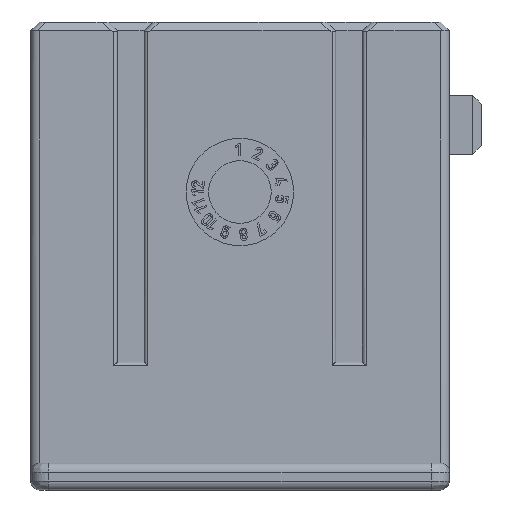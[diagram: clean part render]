
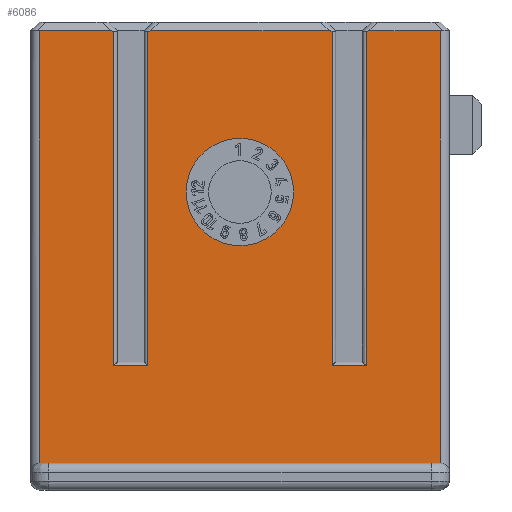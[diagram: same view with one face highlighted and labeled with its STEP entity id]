
A CAD part, front view. The second image highlights one B-rep face of the part: STEP entity #6086.
In plain terms, the highlighted planar face has unit normal (0, -1, 0).
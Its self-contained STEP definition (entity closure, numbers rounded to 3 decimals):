
#4706=ELLIPSE('',#29263,0.866,0.5);
#4707=ELLIPSE('',#29264,0.866,0.5);
#4708=ELLIPSE('',#29265,0.866,0.5);
#4709=ELLIPSE('',#29266,0.866,0.5);
#6086=ADVANCED_FACE('',(#9074,#9075),#7365,.F.);
#7365=PLANE('',#29267);
#8327=CIRCLE('',#29262,3.);
#9074=FACE_BOUND('',#9250,.T.);
#9075=FACE_BOUND('',#9251,.T.);
#9250=EDGE_LOOP('',(#11344));
#9251=EDGE_LOOP('',(#11345,#11346,#11347,#11348,#11349,#11350,#11351,#11352,
#11353,#11354,#11355,#11356,#11357,#11358,#11359,#11360));
#11344=ORIENTED_EDGE('',*,*,#20678,.T.);
#11345=ORIENTED_EDGE('',*,*,#20679,.T.);
#11346=ORIENTED_EDGE('',*,*,#20680,.T.);
#11347=ORIENTED_EDGE('',*,*,#20681,.T.);
#11348=ORIENTED_EDGE('',*,*,#20682,.T.);
#11349=ORIENTED_EDGE('',*,*,#20683,.T.);
#11350=ORIENTED_EDGE('',*,*,#20684,.T.);
#11351=ORIENTED_EDGE('',*,*,#20685,.T.);
#11352=ORIENTED_EDGE('',*,*,#20686,.T.);
#11353=ORIENTED_EDGE('',*,*,#20687,.T.);
#11354=ORIENTED_EDGE('',*,*,#20688,.T.);
#11355=ORIENTED_EDGE('',*,*,#20689,.T.);
#11356=ORIENTED_EDGE('',*,*,#20690,.T.);
#11357=ORIENTED_EDGE('',*,*,#20691,.T.);
#11358=ORIENTED_EDGE('',*,*,#20692,.T.);
#11359=ORIENTED_EDGE('',*,*,#20693,.T.);
#11360=ORIENTED_EDGE('',*,*,#20694,.T.);
#18337=VERTEX_POINT('',#38539);
#18338=VERTEX_POINT('',#38541);
#18339=VERTEX_POINT('',#38542);
#18340=VERTEX_POINT('',#38544);
#18341=VERTEX_POINT('',#38546);
#18342=VERTEX_POINT('',#38548);
#18343=VERTEX_POINT('',#38550);
#18344=VERTEX_POINT('',#38552);
#18345=VERTEX_POINT('',#38554);
#18346=VERTEX_POINT('',#38556);
#18347=VERTEX_POINT('',#38558);
#18348=VERTEX_POINT('',#38560);
#18349=VERTEX_POINT('',#38562);
#18350=VERTEX_POINT('',#38564);
#18351=VERTEX_POINT('',#38566);
#18352=VERTEX_POINT('',#38568);
#18353=VERTEX_POINT('',#38570);
#20678=EDGE_CURVE('',#18337,#18337,#8327,.T.);
#20679=EDGE_CURVE('',#18338,#18339,#24005,.T.);
#20680=EDGE_CURVE('',#18339,#18340,#24006,.T.);
#20681=EDGE_CURVE('',#18340,#18341,#24007,.T.);
#20682=EDGE_CURVE('',#18341,#18342,#4706,.T.);
#20683=EDGE_CURVE('',#18342,#18343,#24008,.T.);
#20684=EDGE_CURVE('',#18343,#18344,#24009,.T.);
#20685=EDGE_CURVE('',#18344,#18345,#24010,.T.);
#20686=EDGE_CURVE('',#18345,#18346,#4707,.T.);
#20687=EDGE_CURVE('',#18346,#18347,#24011,.T.);
#20688=EDGE_CURVE('',#18347,#18348,#4708,.T.);
#20689=EDGE_CURVE('',#18348,#18349,#24012,.T.);
#20690=EDGE_CURVE('',#18349,#18350,#24013,.T.);
#20691=EDGE_CURVE('',#18350,#18351,#24014,.T.);
#20692=EDGE_CURVE('',#18351,#18352,#4709,.T.);
#20693=EDGE_CURVE('',#18352,#18353,#24015,.T.);
#20694=EDGE_CURVE('',#18353,#18338,#24016,.T.);
#24005=LINE('',#38540,#26767);
#24006=LINE('',#38543,#26768);
#24007=LINE('',#38545,#26769);
#24008=LINE('',#38549,#26770);
#24009=LINE('',#38551,#26771);
#24010=LINE('',#38553,#26772);
#24011=LINE('',#38557,#26773);
#24012=LINE('',#38561,#26774);
#24013=LINE('',#38563,#26775);
#24014=LINE('',#38565,#26776);
#24015=LINE('',#38569,#26777);
#24016=LINE('',#38571,#26778);
#26767=VECTOR('',#31533,1.);
#26768=VECTOR('',#31534,1.);
#26769=VECTOR('',#31535,1.);
#26770=VECTOR('',#31538,1.);
#26771=VECTOR('',#31539,1.);
#26772=VECTOR('',#31540,1.);
#26773=VECTOR('',#31543,1.);
#26774=VECTOR('',#31546,1.);
#26775=VECTOR('',#31547,1.);
#26776=VECTOR('',#31548,1.);
#26777=VECTOR('',#31551,1.);
#26778=VECTOR('',#31552,1.);
#29262=AXIS2_PLACEMENT_3D('',#38538,#31531,#31532);
#29263=AXIS2_PLACEMENT_3D('',#38547,#31536,#31537);
#29264=AXIS2_PLACEMENT_3D('',#38555,#31541,#31542);
#29265=AXIS2_PLACEMENT_3D('',#38559,#31544,#31545);
#29266=AXIS2_PLACEMENT_3D('',#38567,#31549,#31550);
#29267=AXIS2_PLACEMENT_3D('',#38572,#31553,#31554);
#31531=DIRECTION('',(0.,1.,0.));
#31532=DIRECTION('',(-1.,0.,0.));
#31533=DIRECTION('',(1.,0.,0.));
#31534=DIRECTION('',(0.,0.,1.));
#31535=DIRECTION('',(-1.,0.,0.));
#31536=DIRECTION('',(0.,-1.,0.));
#31537=DIRECTION('',(-0.707,0.,-0.707));
#31538=DIRECTION('',(0.,0.,-1.));
#31539=DIRECTION('',(-1.,0.,0.));
#31540=DIRECTION('',(0.,0.,1.));
#31541=DIRECTION('',(0.,-1.,0.));
#31542=DIRECTION('',(-0.707,0.,0.707));
#31543=DIRECTION('',(-1.,0.,0.));
#31544=DIRECTION('',(0.,-1.,0.));
#31545=DIRECTION('',(0.707,0.,0.707));
#31546=DIRECTION('',(0.,0.,-1.));
#31547=DIRECTION('',(-1.,0.,0.));
#31548=DIRECTION('',(0.,0.,1.));
#31549=DIRECTION('',(0.,-1.,0.));
#31550=DIRECTION('',(-0.707,0.,0.707));
#31551=DIRECTION('',(-1.,0.,0.));
#31552=DIRECTION('',(0.,0.,-1.));
#31553=DIRECTION('',(0.,1.,0.));
#31554=DIRECTION('',(-1.,0.,0.));
#38538=CARTESIAN_POINT('',(0.,-3.3,-9.5));
#38539=CARTESIAN_POINT('',(-3.,-3.3,-9.5));
#38540=CARTESIAN_POINT('',(11.7,-3.3,-24.65));
#38541=CARTESIAN_POINT('',(-11.2,-3.3,-24.65));
#38542=CARTESIAN_POINT('',(11.2,-3.3,-24.65));
#38543=CARTESIAN_POINT('',(11.2,-3.3,-23.25));
#38544=CARTESIAN_POINT('',(11.2,-3.3,-0.5));
#38545=CARTESIAN_POINT('',(11.7,-3.3,-0.5));
#38546=CARTESIAN_POINT('',(7.204,-3.3,-0.5));
#38547=CARTESIAN_POINT('',(6.85,-3.3,-1.207));
#38548=CARTESIAN_POINT('',(7.05,-3.3,-0.52));
#38549=CARTESIAN_POINT('',(7.05,-3.3,-23.25));
#38550=CARTESIAN_POINT('',(7.05,-3.3,-19.2));
#38551=CARTESIAN_POINT('',(11.7,-3.3,-19.2));
#38552=CARTESIAN_POINT('',(5.15,-3.3,-19.2));
#38553=CARTESIAN_POINT('',(5.15,-3.3,-23.25));
#38554=CARTESIAN_POINT('',(5.15,-3.3,-0.52));
#38555=CARTESIAN_POINT('',(5.35,-3.3,-1.207));
#38556=CARTESIAN_POINT('',(4.996,-3.3,-0.5));
#38557=CARTESIAN_POINT('',(11.7,-3.3,-0.5));
#38558=CARTESIAN_POINT('',(-4.996,-3.3,-0.5));
#38559=CARTESIAN_POINT('',(-5.35,-3.3,-1.207));
#38560=CARTESIAN_POINT('',(-5.15,-3.3,-0.52));
#38561=CARTESIAN_POINT('',(-5.15,-3.3,-23.25));
#38562=CARTESIAN_POINT('',(-5.15,-3.3,-19.2));
#38563=CARTESIAN_POINT('',(11.7,-3.3,-19.2));
#38564=CARTESIAN_POINT('',(-7.05,-3.3,-19.2));
#38565=CARTESIAN_POINT('',(-7.05,-3.3,-23.25));
#38566=CARTESIAN_POINT('',(-7.05,-3.3,-0.52));
#38567=CARTESIAN_POINT('',(-6.85,-3.3,-1.207));
#38568=CARTESIAN_POINT('',(-7.204,-3.3,-0.5));
#38569=CARTESIAN_POINT('',(11.7,-3.3,-0.5));
#38570=CARTESIAN_POINT('',(-11.2,-3.3,-0.5));
#38571=CARTESIAN_POINT('',(-11.2,-3.3,-23.25));
#38572=CARTESIAN_POINT('',(11.7,-3.3,-23.25));
